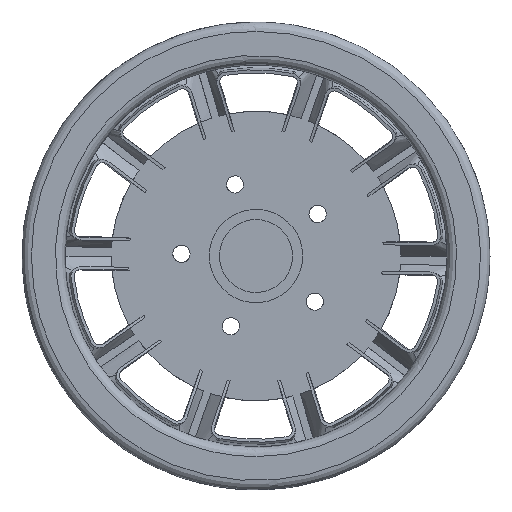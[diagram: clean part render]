
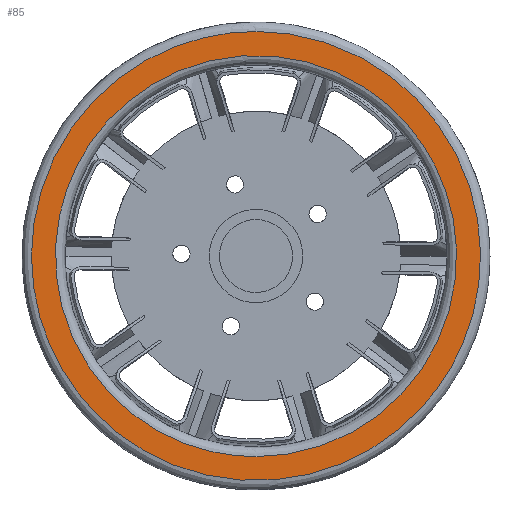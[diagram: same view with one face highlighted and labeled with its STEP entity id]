
A CAD part, left-side view. The second image highlights one B-rep face of the part: STEP entity #85.
In plain terms, the highlighted free-form (B-spline) face has degree [1, 1] with [2, 2] control points.
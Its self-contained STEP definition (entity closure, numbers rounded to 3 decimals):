
#32 = VERTEX_POINT('',#33);
#33 = CARTESIAN_POINT('',(-260.011,1225.829,
    447.671));
#39 = EDGE_CURVE('',#32,#32,#40,.T.);
#40 = ( BOUNDED_CURVE() B_SPLINE_CURVE(2,(#41,#42,#43,#44,#45,#46,#47),
.UNSPECIFIED.,.T.,.F.) B_SPLINE_CURVE_WITH_KNOTS((3,2,2,3),(
    1.571,3.665,5.76,7.854),
.PIECEWISE_BEZIER_KNOTS.) CURVE() GEOMETRIC_REPRESENTATION_ITEM() 
RATIONAL_B_SPLINE_CURVE((1.,0.5,1.,0.5,1.,0.5,1.)) REPRESENTATION_ITEM(
  '') );
#41 = CARTESIAN_POINT('',(-260.011,1225.829,
    447.671));
#42 = CARTESIAN_POINT('',(-260.011,901.071,
    447.671));
#43 = CARTESIAN_POINT('',(-260.011,1063.45,
    166.422));
#44 = CARTESIAN_POINT('',(-260.011,1225.829,
    -114.827));
#45 = CARTESIAN_POINT('',(-260.011,1388.208,
    166.422));
#46 = CARTESIAN_POINT('',(-260.011,1550.587,
    447.671));
#47 = CARTESIAN_POINT('',(-260.011,1225.829,
    447.671));
#85 = ADVANCED_FACE('',(#86,#89),#103,.F.);
#86 = FACE_BOUND('',#87,.T.);
#87 = EDGE_LOOP('',(#88));
#88 = ORIENTED_EDGE('',*,*,#39,.F.);
#89 = FACE_BOUND('',#90,.T.);
#90 = EDGE_LOOP('',(#91));
#91 = ORIENTED_EDGE('',*,*,#92,.F.);
#92 = EDGE_CURVE('',#93,#93,#95,.T.);
#93 = VERTEX_POINT('',#94);
#94 = CARTESIAN_POINT('',(-260.011,1225.829,
    92.675));
#95 = ( BOUNDED_CURVE() B_SPLINE_CURVE(2,(#96,#97,#98,#99,#100,#101,#102
),.UNSPECIFIED.,.T.,.F.) B_SPLINE_CURVE_WITH_KNOTS((3,2,2,3),(
    1.571,3.665,5.76,7.854),
.PIECEWISE_BEZIER_KNOTS.) CURVE() GEOMETRIC_REPRESENTATION_ITEM() 
RATIONAL_B_SPLINE_CURVE((1.,0.5,1.,0.5,1.,0.5,1.)) REPRESENTATION_ITEM(
  '') );
#96 = CARTESIAN_POINT('',(-260.011,1225.829,
    92.675));
#97 = CARTESIAN_POINT('',(-260.011,935.717,
    92.675));
#98 = CARTESIAN_POINT('',(-260.011,1080.773,
    343.92));
#99 = CARTESIAN_POINT('',(-260.011,1225.829,
    595.164));
#100 = CARTESIAN_POINT('',(-260.011,1370.885,
    343.92));
#101 = CARTESIAN_POINT('',(-260.011,1515.941,
    92.675));
#102 = CARTESIAN_POINT('',(-260.011,1225.829,
    92.675));
#103 = B_SPLINE_SURFACE_WITH_KNOTS('',1,1,(
    (#104,#105)
    ,(#106,#107
    )),.UNSPECIFIED.,.F.,.F.,.F.,(2,2),(2,2),(-187.236,
    187.236),(-187.236,187.236),
  .PIECEWISE_BEZIER_KNOTS.);
#104 = CARTESIAN_POINT('',(-260.011,1038.33,
    72.672));
#105 = CARTESIAN_POINT('',(-260.011,1038.33,
    447.671));
#106 = CARTESIAN_POINT('',(-260.011,1413.328,
    72.672));
#107 = CARTESIAN_POINT('',(-260.011,1413.328,
    447.671));
